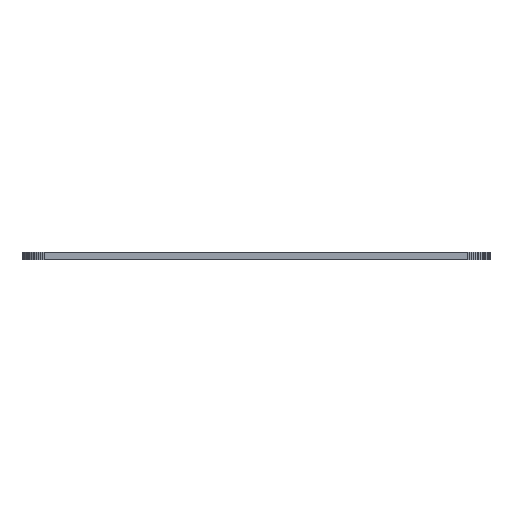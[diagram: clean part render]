
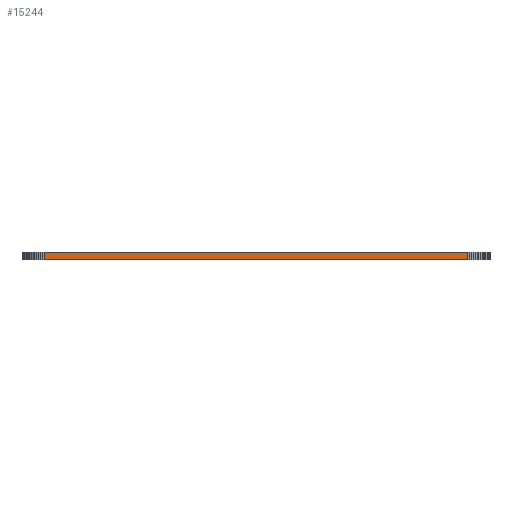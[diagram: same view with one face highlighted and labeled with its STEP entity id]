
A CAD part, front view. The second image highlights one B-rep face of the part: STEP entity #15244.
In plain terms, the highlighted planar face has unit normal (0, -1, 0).
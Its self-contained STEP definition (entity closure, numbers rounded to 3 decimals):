
#83 = PLANE('',#84);
#84 = AXIS2_PLACEMENT_3D('',#85,#86,#87);
#85 = CARTESIAN_POINT('',(52.5,47.5,1.58));
#86 = DIRECTION('',(-0.,-0.,-1.));
#87 = DIRECTION('',(-1.,0.,0.));
#137 = PLANE('',#138);
#138 = AXIS2_PLACEMENT_3D('',#139,#140,#141);
#139 = CARTESIAN_POINT('',(52.5,47.5,0.));
#140 = DIRECTION('',(-0.,-0.,-1.));
#141 = DIRECTION('',(-1.,0.,0.));
#1226 = VERTEX_POINT('',#1227);
#1227 = CARTESIAN_POINT('',(100.,-0.,0.));
#1241 = PLANE('',#1242);
#1242 = AXIS2_PLACEMENT_3D('',#1243,#1244,#1245);
#1243 = CARTESIAN_POINT('',(100.436,0.019,0.));
#1244 = DIRECTION('',(0.044,-0.999,0.));
#1245 = DIRECTION('',(-0.999,-0.044,0.));
#1253 = EDGE_CURVE('',#1226,#1254,#1256,.T.);
#1254 = VERTEX_POINT('',#1255);
#1255 = CARTESIAN_POINT('',(5.,-0.,0.));
#1256 = SURFACE_CURVE('',#1257,(#1261,#1268),.PCURVE_S1.);
#1257 = LINE('',#1258,#1259);
#1258 = CARTESIAN_POINT('',(100.,-0.,0.));
#1259 = VECTOR('',#1260,1.);
#1260 = DIRECTION('',(-1.,0.,0.));
#1261 = PCURVE('',#137,#1262);
#1262 = DEFINITIONAL_REPRESENTATION('',(#1263),#1267);
#1263 = LINE('',#1264,#1265);
#1264 = CARTESIAN_POINT('',(-47.5,-47.5));
#1265 = VECTOR('',#1266,1.);
#1266 = DIRECTION('',(1.,0.));
#1267 = ( GEOMETRIC_REPRESENTATION_CONTEXT(2) 
PARAMETRIC_REPRESENTATION_CONTEXT() REPRESENTATION_CONTEXT('2D SPACE',''
  ) );
#1268 = PCURVE('',#1269,#1274);
#1269 = PLANE('',#1270);
#1270 = AXIS2_PLACEMENT_3D('',#1271,#1272,#1273);
#1271 = CARTESIAN_POINT('',(100.,0.,0.));
#1272 = DIRECTION('',(0.,-1.,0.));
#1273 = DIRECTION('',(-1.,0.,0.));
#1274 = DEFINITIONAL_REPRESENTATION('',(#1275),#1279);
#1275 = LINE('',#1276,#1277);
#1276 = CARTESIAN_POINT('',(0.,0.));
#1277 = VECTOR('',#1278,1.);
#1278 = DIRECTION('',(1.,0.));
#1279 = ( GEOMETRIC_REPRESENTATION_CONTEXT(2) 
PARAMETRIC_REPRESENTATION_CONTEXT() REPRESENTATION_CONTEXT('2D SPACE',''
  ) );
#1297 = PLANE('',#1298);
#1298 = AXIS2_PLACEMENT_3D('',#1299,#1300,#1301);
#1299 = CARTESIAN_POINT('',(5.,0.,0.));
#1300 = DIRECTION('',(-0.044,-0.999,0.));
#1301 = DIRECTION('',(-0.999,0.044,0.));
#8144 = VERTEX_POINT('',#8145);
#8145 = CARTESIAN_POINT('',(100.,0.,1.58));
#8166 = EDGE_CURVE('',#8144,#8167,#8169,.T.);
#8167 = VERTEX_POINT('',#8168);
#8168 = CARTESIAN_POINT('',(5.,0.,1.58));
#8169 = SURFACE_CURVE('',#8170,(#8174,#8181),.PCURVE_S1.);
#8170 = LINE('',#8171,#8172);
#8171 = CARTESIAN_POINT('',(100.,0.,1.58));
#8172 = VECTOR('',#8173,1.);
#8173 = DIRECTION('',(-1.,0.,0.));
#8174 = PCURVE('',#83,#8175);
#8175 = DEFINITIONAL_REPRESENTATION('',(#8176),#8180);
#8176 = LINE('',#8177,#8178);
#8177 = CARTESIAN_POINT('',(-47.5,-47.5));
#8178 = VECTOR('',#8179,1.);
#8179 = DIRECTION('',(1.,0.));
#8180 = ( GEOMETRIC_REPRESENTATION_CONTEXT(2) 
PARAMETRIC_REPRESENTATION_CONTEXT() REPRESENTATION_CONTEXT('2D SPACE',''
  ) );
#8181 = PCURVE('',#1269,#8182);
#8182 = DEFINITIONAL_REPRESENTATION('',(#8183),#8187);
#8183 = LINE('',#8184,#8185);
#8184 = CARTESIAN_POINT('',(0.,-1.58));
#8185 = VECTOR('',#8186,1.);
#8186 = DIRECTION('',(1.,0.));
#8187 = ( GEOMETRIC_REPRESENTATION_CONTEXT(2) 
PARAMETRIC_REPRESENTATION_CONTEXT() REPRESENTATION_CONTEXT('2D SPACE',''
  ) );
#15196 = EDGE_CURVE('',#1226,#8144,#15197,.T.);
#15197 = SURFACE_CURVE('',#15198,(#15202,#15209),.PCURVE_S1.);
#15198 = LINE('',#15199,#15200);
#15199 = CARTESIAN_POINT('',(100.,-0.,0.));
#15200 = VECTOR('',#15201,1.);
#15201 = DIRECTION('',(0.,0.,1.));
#15202 = PCURVE('',#1241,#15203);
#15203 = DEFINITIONAL_REPRESENTATION('',(#15204),#15208);
#15204 = LINE('',#15205,#15206);
#15205 = CARTESIAN_POINT('',(0.436,0.));
#15206 = VECTOR('',#15207,1.);
#15207 = DIRECTION('',(0.,-1.));
#15208 = ( GEOMETRIC_REPRESENTATION_CONTEXT(2) 
PARAMETRIC_REPRESENTATION_CONTEXT() REPRESENTATION_CONTEXT('2D SPACE',''
  ) );
#15209 = PCURVE('',#1269,#15210);
#15210 = DEFINITIONAL_REPRESENTATION('',(#15211),#15215);
#15211 = LINE('',#15212,#15213);
#15212 = CARTESIAN_POINT('',(0.,0.));
#15213 = VECTOR('',#15214,1.);
#15214 = DIRECTION('',(0.,-1.));
#15215 = ( GEOMETRIC_REPRESENTATION_CONTEXT(2) 
PARAMETRIC_REPRESENTATION_CONTEXT() REPRESENTATION_CONTEXT('2D SPACE',''
  ) );
#15244 = ADVANCED_FACE('',(#15245),#1269,.T.);
#15245 = FACE_BOUND('',#15246,.T.);
#15246 = EDGE_LOOP('',(#15247,#15248,#15249,#15270));
#15247 = ORIENTED_EDGE('',*,*,#15196,.T.);
#15248 = ORIENTED_EDGE('',*,*,#8166,.T.);
#15249 = ORIENTED_EDGE('',*,*,#15250,.F.);
#15250 = EDGE_CURVE('',#1254,#8167,#15251,.T.);
#15251 = SURFACE_CURVE('',#15252,(#15256,#15263),.PCURVE_S1.);
#15252 = LINE('',#15253,#15254);
#15253 = CARTESIAN_POINT('',(5.,-0.,0.));
#15254 = VECTOR('',#15255,1.);
#15255 = DIRECTION('',(0.,0.,1.));
#15256 = PCURVE('',#1269,#15257);
#15257 = DEFINITIONAL_REPRESENTATION('',(#15258),#15262);
#15258 = LINE('',#15259,#15260);
#15259 = CARTESIAN_POINT('',(95.,0.));
#15260 = VECTOR('',#15261,1.);
#15261 = DIRECTION('',(0.,-1.));
#15262 = ( GEOMETRIC_REPRESENTATION_CONTEXT(2) 
PARAMETRIC_REPRESENTATION_CONTEXT() REPRESENTATION_CONTEXT('2D SPACE',''
  ) );
#15263 = PCURVE('',#1297,#15264);
#15264 = DEFINITIONAL_REPRESENTATION('',(#15265),#15269);
#15265 = LINE('',#15266,#15267);
#15266 = CARTESIAN_POINT('',(0.,-0.));
#15267 = VECTOR('',#15268,1.);
#15268 = DIRECTION('',(0.,-1.));
#15269 = ( GEOMETRIC_REPRESENTATION_CONTEXT(2) 
PARAMETRIC_REPRESENTATION_CONTEXT() REPRESENTATION_CONTEXT('2D SPACE',''
  ) );
#15270 = ORIENTED_EDGE('',*,*,#1253,.F.);
